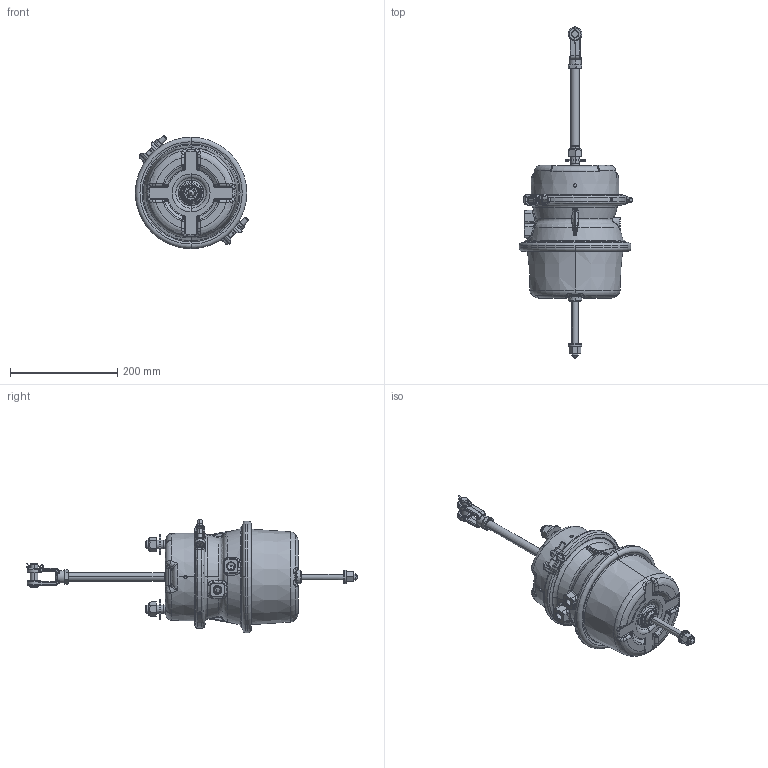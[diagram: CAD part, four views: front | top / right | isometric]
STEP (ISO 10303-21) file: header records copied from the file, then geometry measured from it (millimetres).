
FILE_DESCRIPTION((''),'2;1');
FILE_NAME('1732430280_SW0001','2020-07-09T08:54:53',('jriebel'),('Haldex Brake Products'),'CREO PARAMETRIC BY PTC INC, 2018500','CREO PARAMETRIC BY PTC INC, 2018500','');
FILE_SCHEMA(('AUTOMOTIVE_DESIGN { 1 0 10303 214 1 1 1 1 }'));
Length unit declared in the file: inch
Products named in the file (1): 1732430280_SW0001
Bounding box: 211.49 x 619.27 x 211.49 mm (x, y, z)
Volume: 1031730.3 mm3; surface area: 708702.6 mm2
Topology: 10 solids, 15 shells, 4262 faces, 10839 edges, 6745 vertices
Faces by surface type: plane 1838, bspline 682, cylinder 561, torus 526, cone 350, extrusion 275, sphere 30
Entity records: 197085 total; most frequent: CARTESIAN_POINT 76923, ORIENTED_EDGE 21674, DIRECTION 17912, EDGE_CURVE 10837, VERTEX_POINT 6745, AXIS2_PLACEMENT_3D 6045, VECTOR 5819, LINE 5544
